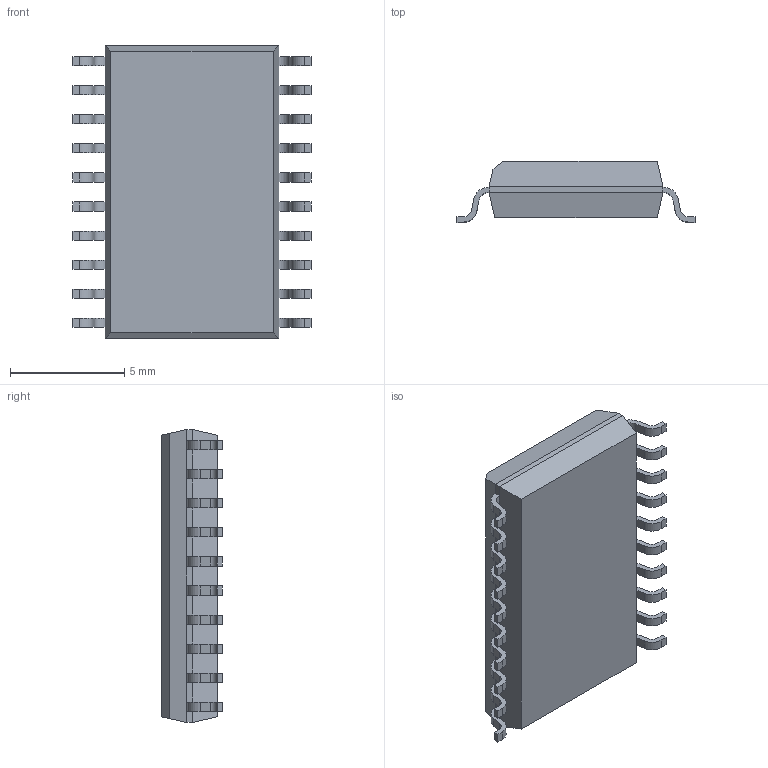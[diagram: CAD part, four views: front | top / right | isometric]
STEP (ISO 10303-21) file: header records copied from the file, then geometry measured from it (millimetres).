
FILE_DESCRIPTION(/* description */ (''),/* implementation_level */ '2;1');
FILE_NAME(/* name */ 'PG-DSO-20-32.stp',/* time_stamp */ '2015-07-28T09:41:18+02:00',/* author */ ('Michael'),/* organization */ (''),/* preprocessor_version */ 'ST-DEVELOPER v16.1',/* originating_system */ 'Autodesk Inventor 2016',/* authorisation */ '');
FILE_SCHEMA (('AUTOMOTIVE_DESIGN { 1 0 10303 214 3 1 1 }'));
Length unit declared in the file: millimetre
Products named in the file (1): PG-DSO-20-32
Bounding box: 10.4 x 2.65 x 12.8 mm (x, y, z)
Volume: 230.4 mm3; surface area: 328.8 mm2
Topology: 1 solids, 1 shells, 237 faces, 654 edges, 420 vertices
Faces by surface type: plane 156, cylinder 81
Full cylindrical faces by diameter (mm): 1 x1
Entity records: 7732 total; most frequent: CARTESIAN_POINT 1311, ORIENTED_EDGE 1306, DIRECTION 1291, EDGE_CURVE 653, LINE 491, VECTOR 491, VERTEX_POINT 420, AXIS2_PLACEMENT_3D 400
